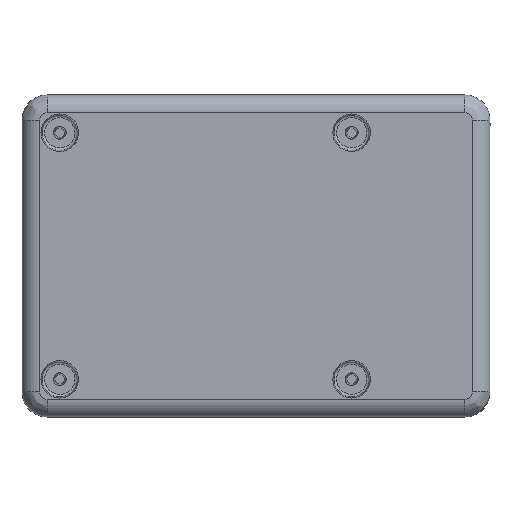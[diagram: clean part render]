
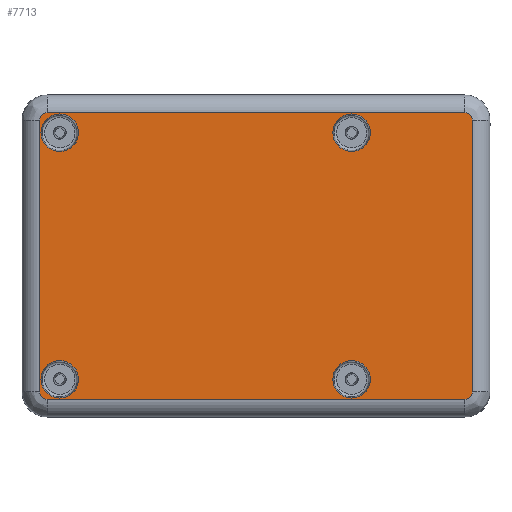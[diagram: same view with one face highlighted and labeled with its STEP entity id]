
A CAD part, front view. The second image highlights one B-rep face of the part: STEP entity #7713.
In plain terms, the highlighted planar face has unit normal (0, -1, 0).
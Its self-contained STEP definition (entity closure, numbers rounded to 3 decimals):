
#168=FACE_BOUND('',#1488,.T.);
#169=FACE_BOUND('',#1489,.T.);
#170=FACE_BOUND('',#1490,.T.);
#171=FACE_BOUND('',#1491,.T.);
#314=CIRCLE('',#8148,3.736);
#320=CIRCLE('',#8157,3.736);
#326=CIRCLE('',#8166,3.736);
#332=CIRCLE('',#8175,3.736);
#341=CIRCLE('',#8189,1.5);
#408=CIRCLE('',#8337,1.5);
#411=CIRCLE('',#8340,1.5);
#414=CIRCLE('',#8344,1.5);
#769=PLANE('',#8350);
#1047=FACE_OUTER_BOUND('',#1487,.T.);
#1487=EDGE_LOOP('',(#5790,#5791,#5792,#5793,#5794,#5795,#5796,#5797));
#1488=EDGE_LOOP('',(#5798));
#1489=EDGE_LOOP('',(#5799));
#1490=EDGE_LOOP('',(#5800));
#1491=EDGE_LOOP('',(#5801));
#1906=LINE('',#11746,#2577);
#1911=LINE('',#11767,#2582);
#1914=LINE('',#11783,#2585);
#2055=LINE('',#12355,#2726);
#2577=VECTOR('',#9229,10.);
#2582=VECTOR('',#9254,10.);
#2585=VECTOR('',#9273,10.);
#2726=VECTOR('',#9682,10.);
#3344=VERTEX_POINT('',#11664);
#3349=VERTEX_POINT('',#11679);
#3354=VERTEX_POINT('',#11694);
#3359=VERTEX_POINT('',#11709);
#3363=VERTEX_POINT('',#11736);
#3366=VERTEX_POINT('',#11741);
#3367=VERTEX_POINT('',#11745);
#3373=VERTEX_POINT('',#11765);
#3377=VERTEX_POINT('',#11781);
#3378=VERTEX_POINT('',#11782);
#3501=VERTEX_POINT('',#12345);
#3503=VERTEX_POINT('',#12351);
#4111=EDGE_CURVE('',#3344,#3344,#314,.T.);
#4118=EDGE_CURVE('',#3349,#3349,#320,.T.);
#4125=EDGE_CURVE('',#3354,#3354,#326,.T.);
#4132=EDGE_CURVE('',#3359,#3359,#332,.T.);
#4143=EDGE_CURVE('',#3366,#3363,#341,.T.);
#4144=EDGE_CURVE('',#3363,#3367,#1906,.T.);
#4154=EDGE_CURVE('',#3373,#3366,#1911,.T.);
#4160=EDGE_CURVE('',#3377,#3378,#1914,.T.);
#4366=EDGE_CURVE('',#3367,#3377,#408,.T.);
#4369=EDGE_CURVE('',#3378,#3501,#411,.T.);
#4372=EDGE_CURVE('',#3501,#3503,#2055,.T.);
#4374=EDGE_CURVE('',#3503,#3373,#414,.T.);
#5790=ORIENTED_EDGE('',*,*,#4154,.F.);
#5791=ORIENTED_EDGE('',*,*,#4374,.F.);
#5792=ORIENTED_EDGE('',*,*,#4372,.F.);
#5793=ORIENTED_EDGE('',*,*,#4369,.F.);
#5794=ORIENTED_EDGE('',*,*,#4160,.F.);
#5795=ORIENTED_EDGE('',*,*,#4366,.F.);
#5796=ORIENTED_EDGE('',*,*,#4144,.F.);
#5797=ORIENTED_EDGE('',*,*,#4143,.F.);
#5798=ORIENTED_EDGE('',*,*,#4118,.T.);
#5799=ORIENTED_EDGE('',*,*,#4111,.T.);
#5800=ORIENTED_EDGE('',*,*,#4125,.T.);
#5801=ORIENTED_EDGE('',*,*,#4132,.T.);
#7713=ADVANCED_FACE('',(#1047,#168,#169,#170,#171),#769,.F.);
#8148=AXIS2_PLACEMENT_3D('',#11666,#9138,#9139);
#8157=AXIS2_PLACEMENT_3D('',#11681,#9157,#9158);
#8166=AXIS2_PLACEMENT_3D('',#11696,#9176,#9177);
#8175=AXIS2_PLACEMENT_3D('',#11711,#9195,#9196);
#8189=AXIS2_PLACEMENT_3D('',#11743,#9225,#9226);
#8337=AXIS2_PLACEMENT_3D('',#12335,#9669,#9670);
#8340=AXIS2_PLACEMENT_3D('',#12349,#9675,#9676);
#8344=AXIS2_PLACEMENT_3D('',#12366,#9685,#9686);
#8350=AXIS2_PLACEMENT_3D('',#12377,#9700,#9701);
#9138=DIRECTION('center_axis',(0.,1.,0.));
#9139=DIRECTION('ref_axis',(0.,0.,1.));
#9157=DIRECTION('center_axis',(0.,1.,0.));
#9158=DIRECTION('ref_axis',(0.,0.,1.));
#9176=DIRECTION('center_axis',(0.,1.,0.));
#9177=DIRECTION('ref_axis',(0.,0.,1.));
#9195=DIRECTION('center_axis',(0.,1.,0.));
#9196=DIRECTION('ref_axis',(0.,0.,1.));
#9225=DIRECTION('center_axis',(0.,1.,0.));
#9226=DIRECTION('ref_axis',(-0.707,0.,-0.707));
#9229=DIRECTION('',(0.,0.,1.));
#9254=DIRECTION('',(-1.,0.,0.));
#9273=DIRECTION('',(1.,0.,0.));
#9669=DIRECTION('center_axis',(0.,1.,0.));
#9670=DIRECTION('ref_axis',(-0.707,0.,0.707));
#9675=DIRECTION('center_axis',(0.,1.,0.));
#9676=DIRECTION('ref_axis',(0.707,0.,0.707));
#9682=DIRECTION('',(0.,0.,-1.));
#9685=DIRECTION('center_axis',(0.,1.,0.));
#9686=DIRECTION('ref_axis',(0.707,0.,-0.707));
#9700=DIRECTION('center_axis',(0.,1.,0.));
#9701=DIRECTION('ref_axis',(0.,0.,1.));
#11664=CARTESIAN_POINT('',(19.,-8.,-28.236));
#11666=CARTESIAN_POINT('Origin',(19.,-8.,-24.5));
#11679=CARTESIAN_POINT('',(-39.,-8.,-28.236));
#11681=CARTESIAN_POINT('Origin',(-39.,-8.,-24.5));
#11694=CARTESIAN_POINT('',(19.,-8.,20.764));
#11696=CARTESIAN_POINT('Origin',(19.,-8.,24.5));
#11709=CARTESIAN_POINT('',(-39.,-8.,20.764));
#11711=CARTESIAN_POINT('Origin',(-39.,-8.,24.5));
#11736=CARTESIAN_POINT('',(-43.,-8.,-27.));
#11741=CARTESIAN_POINT('',(-41.5,-8.,-28.5));
#11743=CARTESIAN_POINT('Origin',(-41.5,-8.,-27.));
#11745=CARTESIAN_POINT('',(-43.,-8.,27.));
#11746=CARTESIAN_POINT('',(-43.,-8.,-16.));
#11765=CARTESIAN_POINT('',(41.5,-8.,-28.5));
#11767=CARTESIAN_POINT('',(23.25,-8.,-28.5));
#11781=CARTESIAN_POINT('',(-41.5,-8.,28.5));
#11782=CARTESIAN_POINT('',(41.5,-8.,28.5));
#11783=CARTESIAN_POINT('',(-23.25,-8.,28.5));
#12335=CARTESIAN_POINT('Origin',(-41.5,-8.,27.));
#12345=CARTESIAN_POINT('',(43.,-8.,27.));
#12349=CARTESIAN_POINT('Origin',(41.5,-8.,27.));
#12351=CARTESIAN_POINT('',(43.,-8.,-27.));
#12355=CARTESIAN_POINT('',(43.,-8.,16.));
#12366=CARTESIAN_POINT('Origin',(41.5,-8.,-27.));
#12377=CARTESIAN_POINT('Origin',(0.,-8.,0.));
